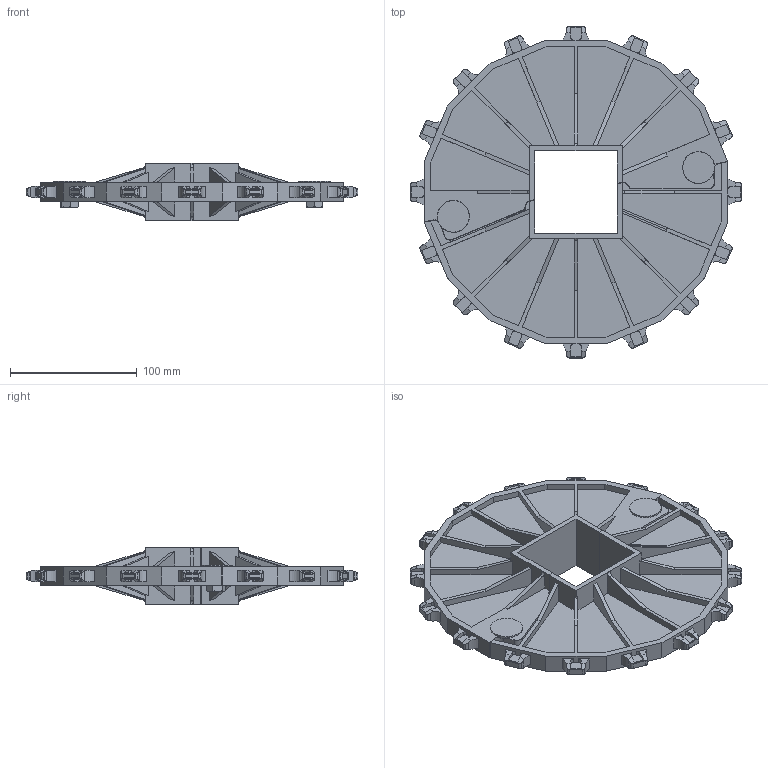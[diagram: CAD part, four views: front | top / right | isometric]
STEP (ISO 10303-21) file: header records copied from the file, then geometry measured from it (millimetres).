
FILE_DESCRIPTION (( 'STEP AP214' ), '1' );
FILE_NAME ('Rexnord-SS 2000 SPLIT SPROCKETS-SS 2000 16-65x65 POM.step', '2019-04-01T08:54:59', ( '' ), ( '' ), 'SwSTEP 2.0', 'SolidWorks 2019', '' );
FILE_SCHEMA (( 'AUTOMOTIVE_DESIGN' ));
Length unit declared in the file: millimetre
Products named in the file (5): Rexnord-SS 2000 SPLIT SPROCKETS-SS 2000 16-65x65 POM; 1740026; 210101-8x10; SPLIT SPROCKETS 16_SS 2000 16-65x65 POM; Washer
Assembly tree (7 placements, depth 2):
  Rexnord-SS 2000 SPLIT SPROCKETS-SS 2000 16-65x65 POM
    SPLIT SPROCKETS 16_SS 2000 16-65x65 POM
    1740026  x2
    Washer  x2
    210101-8x10  x2
Bounding box: 262 x 262 x 45 mm (x, y, z)
Volume: 383553.7 mm3; surface area: 179568.2 mm2
Topology: 7 solids, 7 shells, 1004 faces, 2872 edges, 1904 vertices
Faces by surface type: plane 636, cylinder 260, cone 92, torus 8, bspline 8
Entity records: 30740 total; most frequent: CARTESIAN_POINT 8058, ORIENTED_EDGE 5106, DIRECTION 4174, EDGE_CURVE 2553, VERTEX_POINT 1698, LINE 1432, VECTOR 1432, AXIS2_PLACEMENT_3D 1371
